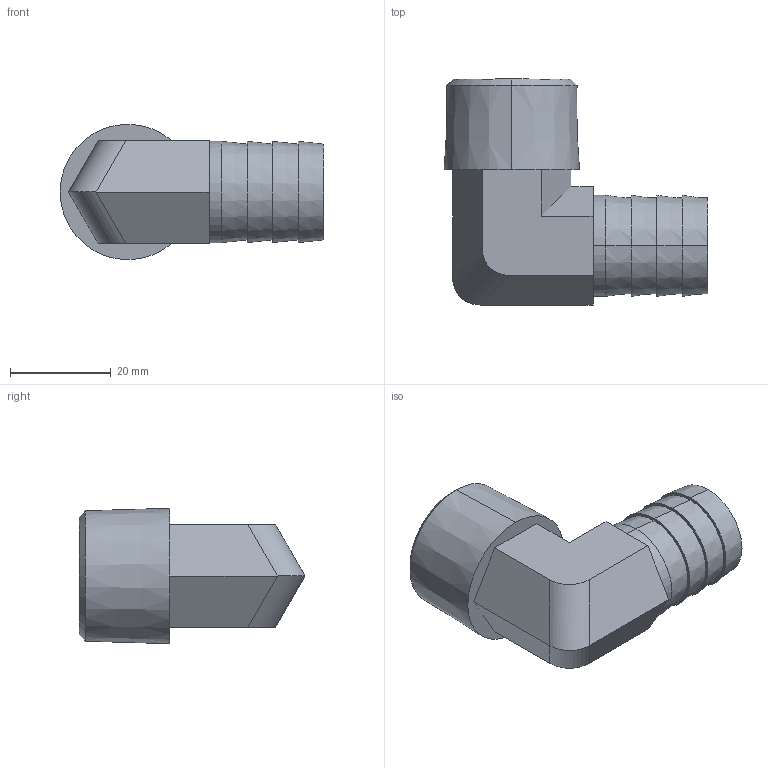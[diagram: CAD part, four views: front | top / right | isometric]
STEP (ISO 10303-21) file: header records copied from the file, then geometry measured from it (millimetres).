
FILE_DESCRIPTION (( 'STEP AP214' ), '1' );
FILE_NAME ('BAHBL-34-34N.step', '2017-08-29T20:39:46', ( '' ), ( '' ), 'SwSTEP 2.0', 'SolidWorks 2017', '' );
FILE_SCHEMA (( 'AUTOMOTIVE_DESIGN' ));
Length unit declared in the file: inch
Products named in the file (1): BAHBL-34-34N
Bounding box: 52.5 x 44.96 x 26.95 mm (x, y, z)
Volume: 11585.8 mm3; surface area: 9663.8 mm2
Topology: 1 solids, 1 shells, 47 faces, 104 edges, 67 vertices
Faces by surface type: plane 22, cylinder 13, cone 12
Entity records: 1481 total; most frequent: CARTESIAN_POINT 376, DIRECTION 230, ORIENTED_EDGE 208, EDGE_CURVE 104, AXIS2_PLACEMENT_3D 87, VERTEX_POINT 67, EDGE_LOOP 57, VECTOR 56
